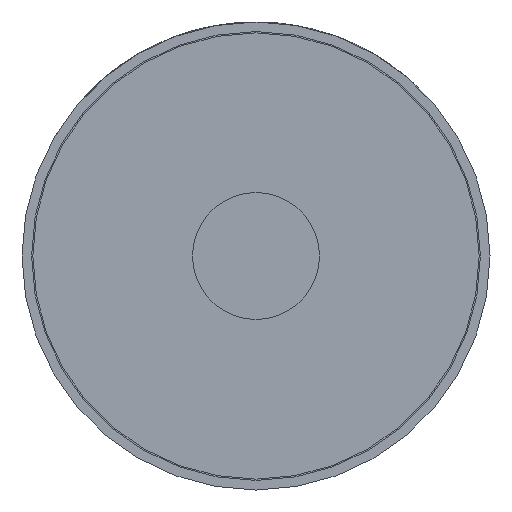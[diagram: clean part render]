
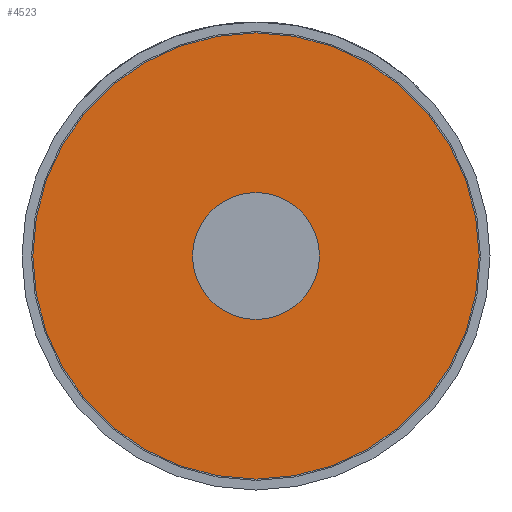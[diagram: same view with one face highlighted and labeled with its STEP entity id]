
A CAD part, front view. The second image highlights one B-rep face of the part: STEP entity #4523.
In plain terms, the highlighted planar face has unit normal (0, -1, 0).
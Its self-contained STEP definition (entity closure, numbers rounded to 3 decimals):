
#170 = EDGE_CURVE ( 'Defeature ausgef�hrt1_4+Defeature ausgef�hrt1_14+Defeature ausgef�hrt1_14+Defeature ausgef�hrt1_14', #3697, #3263, #2328, .T. ) ;
#171 = DIRECTION ( 'NONE',  ( 0., -1., 0. ) ) ;
#222 = DIRECTION ( 'NONE',  ( 0., 0., -1. ) ) ;
#275 = VERTEX_POINT ( 'NONE', #2132 ) ;
#304 = DIRECTION ( 'NONE',  ( 0., 1., 0. ) ) ;
#399 = EDGE_LOOP ( 'NONE', ( #687, #3817 ) ) ;
#463 = ORIENTED_EDGE ( 'NONE', *, *, #3003, .T. ) ;
#687 = ORIENTED_EDGE ( 'NONE', *, *, #937, .T. ) ;
#821 = AXIS2_PLACEMENT_3D ( 'NONE', #3240, #171, #1090 ) ;
#937 = EDGE_CURVE ( 'Defeature ausgef�hrt1_4+Defeature ausgef�hrt1_5+Defeature ausgef�hrt1_5+Defeature ausgef�hrt1_5', #1705, #275, #1641, .T. ) ;
#982 = FACE_OUTER_BOUND ( 'NONE', #399, .T. ) ;
#1063 = DIRECTION ( 'NONE',  ( 0., 0., -1. ) ) ;
#1090 = DIRECTION ( 'NONE',  ( 0., 0., -1. ) ) ;
#1641 = CIRCLE ( 'NONE', #821, 1.74 ) ;
#1705 = VERTEX_POINT ( 'NONE', #4480 ) ;
#1751 = CARTESIAN_POINT ( 'NONE',  ( 0.037, 0.053, -0.37 ) ) ;
#1801 = AXIS2_PLACEMENT_3D ( 'NONE', #4566, #2882, #4592 ) ;
#1820 = EDGE_CURVE ( 'Defeature ausgef�hrt1_4+Defeature ausgef�hrt1_5+Defeature ausgef�hrt1_5+Defeature ausgef�hrt1_5', #275, #1705, #3942, .T. ) ;
#2081 = CIRCLE ( 'NONE', #1801, 0.37 ) ;
#2132 = CARTESIAN_POINT ( 'NONE',  ( 0.037, 0.053, 1.74 ) ) ;
#2270 = FACE_BOUND ( 'NONE', #4489, .T. ) ;
#2328 = CIRCLE ( 'NONE', #3659, 0.37 ) ;
#2360 = CARTESIAN_POINT ( 'NONE',  ( 0.037, 0.053, 0. ) ) ;
#2401 = CARTESIAN_POINT ( 'NONE',  ( 0.037, 0.053, 0. ) ) ;
#2882 = DIRECTION ( 'NONE',  ( 0., 1., 0. ) ) ;
#2949 = DIRECTION ( 'NONE',  ( 0., 0., 1. ) ) ;
#3003 = EDGE_CURVE ( 'Defeature ausgef�hrt1_4+Defeature ausgef�hrt1_14+Defeature ausgef�hrt1_14+Defeature ausgef�hrt1_14', #3263, #3697, #2081, .T. ) ;
#3240 = CARTESIAN_POINT ( 'NONE',  ( 0.037, 0.053, 0. ) ) ;
#3263 = VERTEX_POINT ( 'NONE', #1751 ) ;
#3287 = DIRECTION ( 'NONE',  ( 0., -1., 0. ) ) ;
#3379 = CARTESIAN_POINT ( 'NONE',  ( 0.037, 0.053, 0.37 ) ) ;
#3659 = AXIS2_PLACEMENT_3D ( 'NONE', #4313, #304, #2949 ) ;
#3697 = VERTEX_POINT ( 'NONE', #3379 ) ;
#3817 = ORIENTED_EDGE ( 'NONE', *, *, #1820, .T. ) ;
#3942 = CIRCLE ( 'NONE', #4222, 1.74 ) ;
#4134 = PLANE ( 'NONE',  #5213 ) ;
#4222 = AXIS2_PLACEMENT_3D ( 'NONE', #2360, #3287, #1063 ) ;
#4313 = CARTESIAN_POINT ( 'NONE',  ( 0.037, 0.053, 0. ) ) ;
#4480 = CARTESIAN_POINT ( 'NONE',  ( 0.037, 0.053, -1.74 ) ) ;
#4489 = EDGE_LOOP ( 'NONE', ( #4682, #463 ) ) ;
#4523 = ADVANCED_FACE ( 'Defeature ausgef�hrt1_4', ( #2270, #982 ), #4134, .T. ) ;
#4566 = CARTESIAN_POINT ( 'NONE',  ( 0.037, 0.053, 0. ) ) ;
#4592 = DIRECTION ( 'NONE',  ( 0., 0., 1. ) ) ;
#4682 = ORIENTED_EDGE ( 'NONE', *, *, #170, .T. ) ;
#5213 = AXIS2_PLACEMENT_3D ( 'NONE', #2401, #5432, #222 ) ;
#5432 = DIRECTION ( 'NONE',  ( 0., -1., 0. ) ) ;
